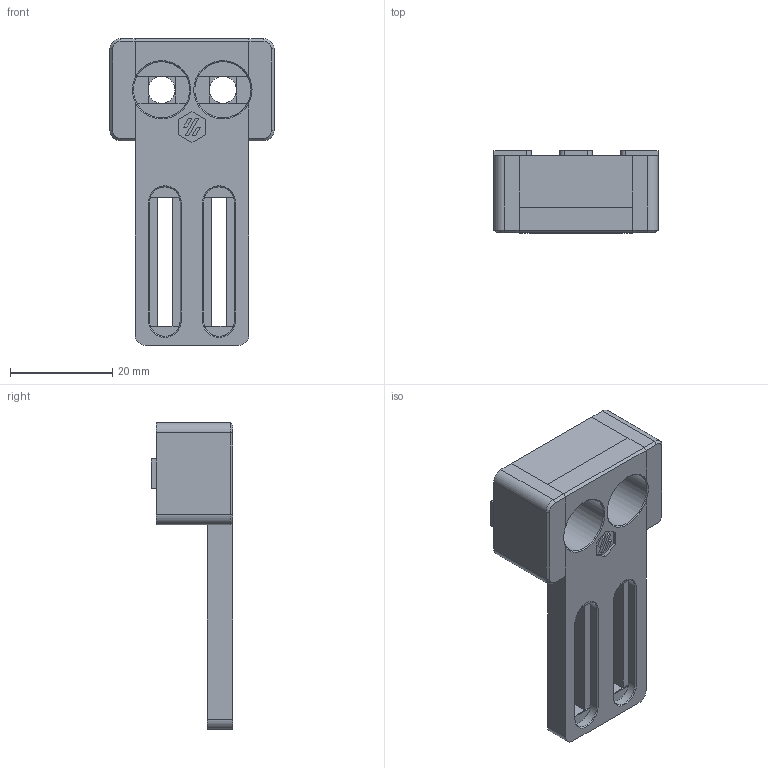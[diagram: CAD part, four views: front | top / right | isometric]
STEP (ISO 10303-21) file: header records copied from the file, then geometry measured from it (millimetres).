
FILE_DESCRIPTION(('FreeCAD Model'),'2;1');
FILE_NAME('Open CASCADE Shape Model','2025-07-31T23:06:17',(''),(''), 'Open CASCADE STEP processor 7.8','FreeCAD','Unknown');
FILE_SCHEMA(('AUTOMOTIVE_DESIGN { 1 0 10303 214 1 1 1 1 }'));
Length unit declared in the file: millimetre
Products named in the file (1): Klickystyle-offseted-long
Bounding box: 32.09 x 16 x 60 mm (x, y, z)
Volume: 10855.8 mm3; surface area: 6078.4 mm2
Topology: 1 solids, 1 shells, 175 faces, 430 edges, 262 vertices
Faces by surface type: plane 135, cylinder 26, cone 14
Full cylindrical faces by diameter (mm): 5.3 x2, 11 x2
Entity records: 10813 total; most frequent: CARTESIAN_POINT 2010, DIRECTION 1687, LINE 1122, VECTOR 1122, ORIENTED_EDGE 860, PCURVE 860, DEFINITIONAL_REPRESENTATION 860, EDGE_CURVE 430
